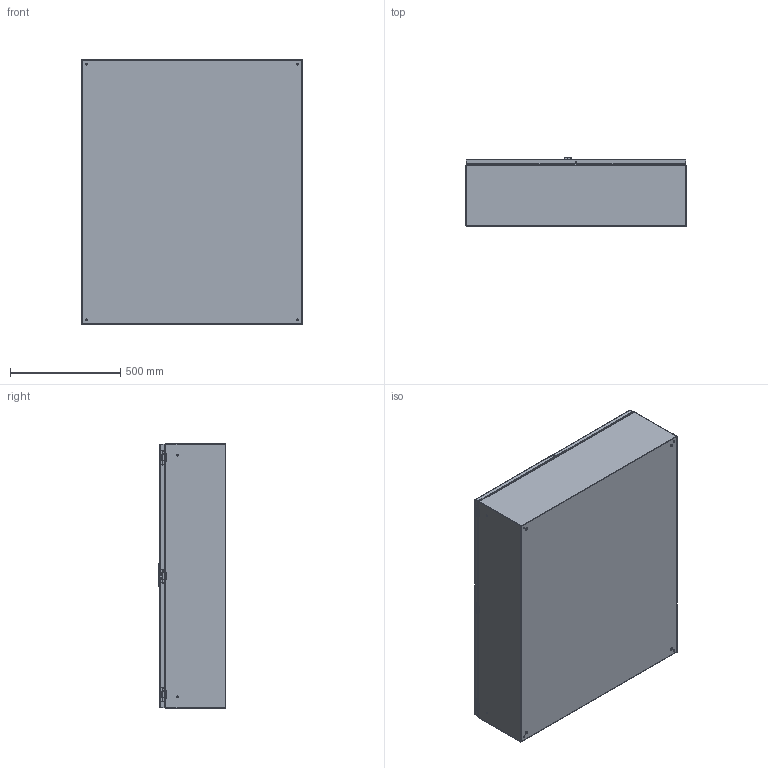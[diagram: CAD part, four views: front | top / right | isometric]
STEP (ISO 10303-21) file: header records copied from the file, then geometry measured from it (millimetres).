
FILE_DESCRIPTION (( 'STEP AP203' ), '1' );
FILE_NAME ('RICEB12131.STEP', '2020-05-20T10:53:31', ( '' ), ( '' ), 'SwSTEP 2.0', 'SolidWorks 2019', '' );
FILE_SCHEMA (( 'CONFIG_CONTROL_DESIGN' ));
Length unit declared in the file: millimetre
Products named in the file (41): AC00C401IX6; AC00C504_AC00C505; CERNIERA x CASSA SPESSORE 1,2; AC00C387; RICEB12131; L11385; CB02C333IX4; ACC00813; AC00C389_AC00C389; CB01C208IX4; 1000-277-11; CB02T170IX4; AC00C398IX6; ACC00815; A7100032_A7100032; AC00C542; CB01C207IX4; A5100252; A0300056; AC00C388_AC00C388; AC00C541; A5100392; VULK 1210; BOX14; A3300009; AC00C817; AC00C400; A2200018; CB01T146IX4; CB02T169IX4; AC00C399IX6; 1121-20-H; AC00C402; AC00C390_AC00C390; CB07C025_1200x1000; CB02C334IX4
Assembly tree (113 placements, depth 4):
  RICEB12131
    CB02T169IX4
      CB02C333IX4
      AC00C398IX6  x3
      A5100252  x8
      VULK 1210
      AC00C400  x4
      1121-20-H
      BOX14
        AC00C504_AC00C505
        AC00C389_AC00C389
        A7100032_A7100032
        AC00C388_AC00C388
      A2200018  x4
      AC00C390_AC00C390  x2
      AC00C387
      1000-277-11
      AC00C542
      AC00C541
      A3300009  x4
    CB02T170IX4
      CB02C334IX4
      AC00C398IX6  x3
      A5100252  x4
      VULK 1210
      L11385
    CB01T146IX4
      CB01C207IX4
      A5100392  x4
      A5100252  x4
      AC00C817  x4
      A3300009  x4
      CERNIERA x CASSA SPESSORE 1,2
        AC00C399IX6
        AC00C401IX6
        ACC00813
        ACC00815
        A0300056  x2
      CERNIERA x CASSA SPESSORE 1,2
        AC00C399IX6
        AC00C401IX6
        ACC00813
        ACC00815
        A0300056  x2
      AC00C402  x2
      CERNIERA x CASSA SPESSORE 1,2
        AC00C399IX6
        AC00C401IX6
        ACC00813
        ACC00815
        A0300056  x2
      CB01C208IX4
      CERNIERA x CASSA SPESSORE 1,2
        AC00C399IX6
        AC00C401IX6
        ACC00813
        ACC00815
        A0300056  x2
      CERNIERA x CASSA SPESSORE 1,2
        AC00C399IX6
Bounding box: 1000 x 308 x 1200 mm (x, y, z)
Volume: 8890452 mm3; surface area: 10530147.6 mm2
Topology: 115 solids, 115 shells, 6433 faces, 15642 edges, 8856 vertices
Faces by surface type: plane 1844, cylinder 1759, cone 1430, torus 1232, bspline 96, sphere 72
Entity records: 76524 total; most frequent: CARTESIAN_POINT 19016, DIRECTION 10934, ORIENTED_EDGE 10528, EDGE_CURVE 5264, AXIS2_PLACEMENT_3D 4044, VERTEX_POINT 3238, LINE 2846, VECTOR 2846
